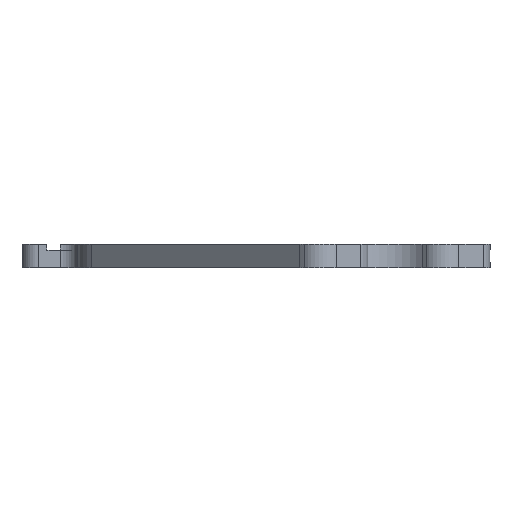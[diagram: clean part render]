
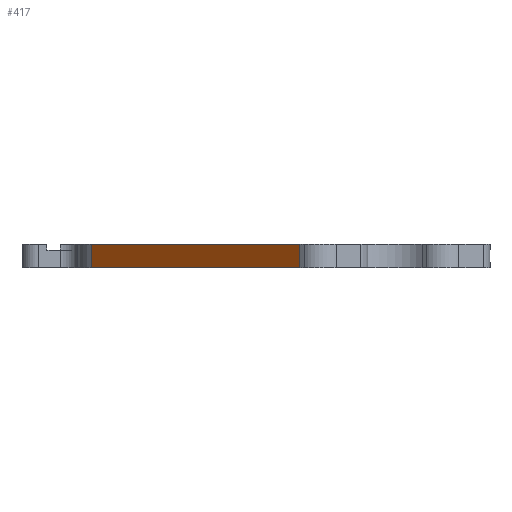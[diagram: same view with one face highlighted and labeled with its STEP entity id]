
A CAD part, front view. The second image highlights one B-rep face of the part: STEP entity #417.
In plain terms, the highlighted planar face has unit normal (-0.707, -0.707, 0).
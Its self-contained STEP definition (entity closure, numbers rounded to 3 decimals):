
#252=FACE_OUTER_BOUND('',#1212,.T.);
#417=ADVANCED_FACE('',(#252),#481,.F.);
#481=PLANE('',#3362);
#546=LINE('',#4692,#778);
#683=LINE('',#5153,#917);
#684=LINE('',#5155,#918);
#685=LINE('',#5157,#919);
#778=VECTOR('',#3707,1.);
#917=VECTOR('',#4194,1.);
#918=VECTOR('',#4197,1.);
#919=VECTOR('',#4198,1.);
#1212=EDGE_LOOP('',(#1911,#1912,#1913,#1914));
#1911=ORIENTED_EDGE('',*,*,#2792,.F.);
#1912=ORIENTED_EDGE('',*,*,#2793,.F.);
#1913=ORIENTED_EDGE('',*,*,#2580,.T.);
#1914=ORIENTED_EDGE('',*,*,#2791,.F.);
#2296=VERTEX_POINT('',#4691);
#2297=VERTEX_POINT('',#4693);
#2397=VERTEX_POINT('',#5152);
#2398=VERTEX_POINT('',#5156);
#2580=EDGE_CURVE('',#2297,#2296,#546,.T.);
#2791=EDGE_CURVE('',#2397,#2296,#683,.T.);
#2792=EDGE_CURVE('',#2398,#2397,#684,.T.);
#2793=EDGE_CURVE('',#2297,#2398,#685,.T.);
#3362=AXIS2_PLACEMENT_3D('',#5158,#4199,#4200);
#3707=DIRECTION('',(-0.707,0.707,0.));
#4194=DIRECTION('',(0.,0.,1.));
#4197=DIRECTION('',(-0.707,0.707,0.));
#4198=DIRECTION('',(0.,0.,-1.));
#4199=DIRECTION('',(0.707,0.707,0.));
#4200=DIRECTION('',(0.707,-0.707,0.));
#4691=CARTESIAN_POINT('',(44.316,72.311,2.));
#4692=CARTESIAN_POINT('',(62.366,54.261,2.));
#4693=CARTESIAN_POINT('',(62.366,54.261,2.));
#5152=CARTESIAN_POINT('',(44.316,72.311,0.));
#5153=CARTESIAN_POINT('',(44.316,72.311,0.));
#5155=CARTESIAN_POINT('',(62.366,54.261,0.));
#5156=CARTESIAN_POINT('',(62.366,54.261,0.));
#5157=CARTESIAN_POINT('',(62.366,54.261,2.));
#5158=CARTESIAN_POINT('',(52.755,63.872,1.));
